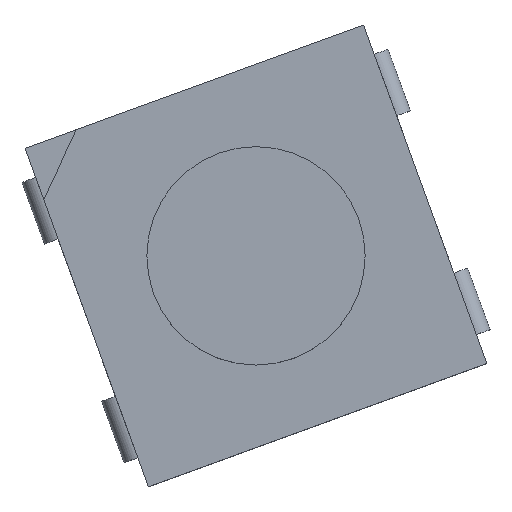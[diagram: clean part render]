
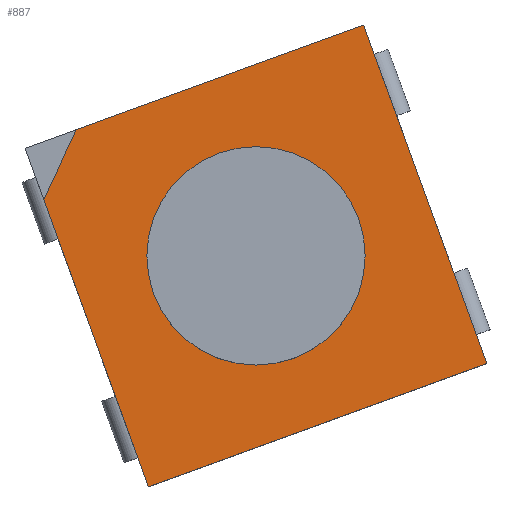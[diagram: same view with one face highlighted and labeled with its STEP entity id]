
A CAD part, top view. The second image highlights one B-rep face of the part: STEP entity #887.
In plain terms, the highlighted planar face has unit normal (0, 0, 1).
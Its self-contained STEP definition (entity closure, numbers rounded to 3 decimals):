
#14=FACE_BOUND('',#101,.T.);
#17=PLANE('',#951);
#52=FACE_OUTER_BOUND('',#100,.T.);
#100=EDGE_LOOP('',(#609,#610,#611,#612,#613));
#101=EDGE_LOOP('',(#614));
#149=LINE('',#1292,#253);
#150=LINE('',#1294,#254);
#151=LINE('',#1296,#255);
#152=LINE('',#1298,#256);
#153=LINE('',#1299,#257);
#253=VECTOR('',#1036,1.061);
#254=VECTOR('',#1037,4.2);
#255=VECTOR('',#1038,4.95);
#256=VECTOR('',#1039,4.95);
#257=VECTOR('',#1040,4.2);
#357=CIRCLE('',#949,1.5);
#385=VERTEX_POINT('',#1285);
#386=VERTEX_POINT('',#1290);
#387=VERTEX_POINT('',#1291);
#388=VERTEX_POINT('',#1293);
#389=VERTEX_POINT('',#1295);
#390=VERTEX_POINT('',#1297);
#474=EDGE_CURVE('',#385,#385,#357,.T.);
#475=EDGE_CURVE('',#386,#387,#149,.T.);
#476=EDGE_CURVE('',#387,#388,#150,.T.);
#477=EDGE_CURVE('',#388,#389,#151,.T.);
#478=EDGE_CURVE('',#389,#390,#152,.T.);
#479=EDGE_CURVE('',#390,#386,#153,.T.);
#609=ORIENTED_EDGE('',*,*,#475,.T.);
#610=ORIENTED_EDGE('',*,*,#476,.T.);
#611=ORIENTED_EDGE('',*,*,#477,.T.);
#612=ORIENTED_EDGE('',*,*,#478,.T.);
#613=ORIENTED_EDGE('',*,*,#479,.T.);
#614=ORIENTED_EDGE('',*,*,#474,.T.);
#887=ADVANCED_FACE('',(#52,#14),#17,.T.);
#949=AXIS2_PLACEMENT_3D('',#1287,#1030,#1031);
#951=AXIS2_PLACEMENT_3D('',#1289,#1034,#1035);
#1030=DIRECTION('center_axis',(0.,0.,
-1.));
#1031=DIRECTION('ref_axis',(-1.,0.,0.));
#1034=DIRECTION('center_axis',(0.,0.,
1.));
#1035=DIRECTION('ref_axis',(-0.342,0.94,0.));
#1036=DIRECTION('',(-0.423,-0.906,0.));
#1037=DIRECTION('',(0.342,-0.94,0.));
#1038=DIRECTION('',(0.94,0.342,0.));
#1039=DIRECTION('',(-0.342,0.94,0.));
#1040=DIRECTION('',(-0.94,-0.342,0.));
#1285=CARTESIAN_POINT('',(-29.569,-12.571,8.1));
#1287=CARTESIAN_POINT('Origin',(-31.069,-12.571,8.1));
#1289=CARTESIAN_POINT('Origin',(-28.744,-11.725,8.1));
#1290=CARTESIAN_POINT('',(-33.537,-10.835,8.1));
#1291=CARTESIAN_POINT('',(-33.985,-11.797,8.1));
#1292=CARTESIAN_POINT('',(-33.537,-10.835,8.1));
#1293=CARTESIAN_POINT('',(-32.549,-15.743,8.1));
#1294=CARTESIAN_POINT('',(-33.985,-11.797,8.1));
#1295=CARTESIAN_POINT('',(-27.897,-14.05,8.1));
#1296=CARTESIAN_POINT('',(-32.549,-15.743,8.1));
#1297=CARTESIAN_POINT('',(-29.59,-9.399,8.1));
#1298=CARTESIAN_POINT('',(-27.897,-14.05,8.1));
#1299=CARTESIAN_POINT('',(-29.59,-9.399,8.1));
